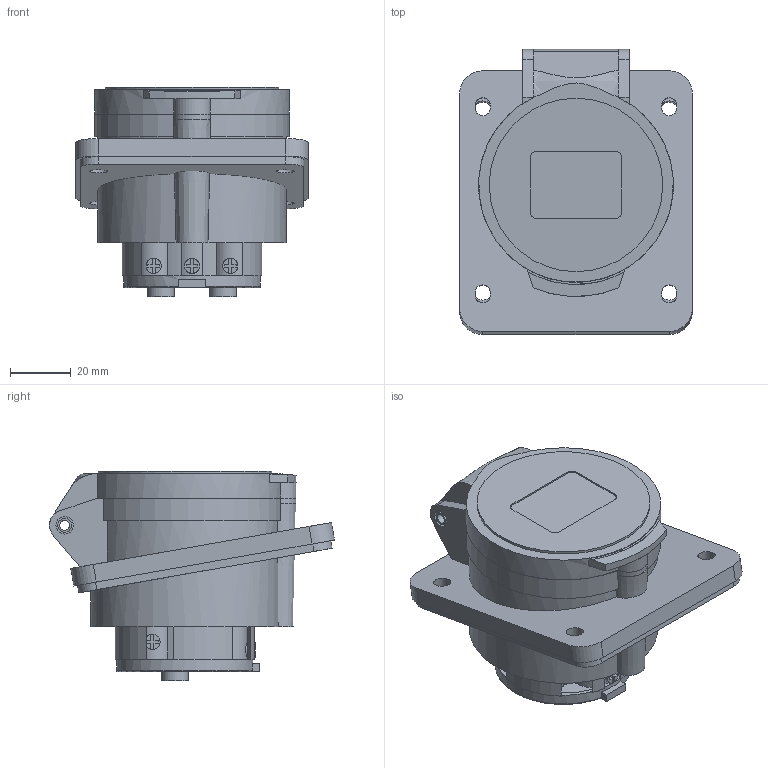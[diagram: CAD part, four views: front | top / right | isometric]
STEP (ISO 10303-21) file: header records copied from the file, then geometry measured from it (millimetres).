
FILE_DESCRIPTION (( 'STEP AP203' ), '1' );
FILE_NAME ('ps-415-16-380.ÃÌ Ðîçåòêà ñòàöèîíàðíàÿ âíóòðåííÿÿ 415 3Ð+ÐÅ+N 16À 380Â IP44 EKF.STEP', '2025-10-02T06:59:43', ( '' ), ( '' ), 'SwSTEP 2.0', 'SolidWorks 2021', '' );
FILE_SCHEMA (( 'CONFIG_CONTROL_DESIGN' ));
Length unit declared in the file: millimetre
Products named in the file (1): ps-415-16-380.ÃÌ Ðîçåòêà ñòàöèîíàðíàÿ âíóòðåííÿÿ 415 3Ð+ÐÅ+N 16À 380Â IP44 EKF
Bounding box: 76.4 x 93.68 x 68.95 mm (x, y, z)
Volume: 194126.2 mm3; surface area: 51230.8 mm2
Topology: 3 solids, 3 shells, 268 faces, 701 edges, 468 vertices
Faces by surface type: plane 184, cylinder 72, bspline 5, torus 5, cone 2
Full cylindrical faces by diameter (mm): 3.25 x3, 3.5 x2, 3.85 x2, 4.5 x2, 5 x5, 5.25 x5, 5.75 x2, 6 x4, 6.75 x2, 7 x2, 8.75 x2, 14.15 x1, 42.5 x2, 45 x1, 57 x1
Entity records: 8750 total; most frequent: CARTESIAN_POINT 2169, DIRECTION 1340, ORIENTED_EDGE 1292, EDGE_CURVE 646, AXIS2_PLACEMENT_3D 467, VERTEX_POINT 453, LINE 406, VECTOR 406
